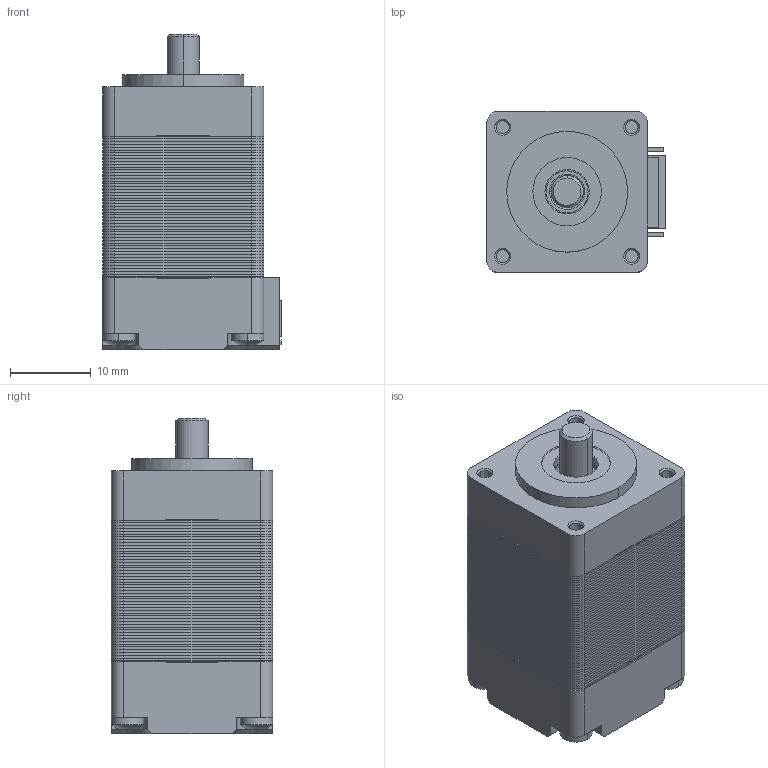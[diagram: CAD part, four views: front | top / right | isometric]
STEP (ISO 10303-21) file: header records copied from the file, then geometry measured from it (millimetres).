
FILE_DESCRIPTION((''),'2;1');
FILE_NAME('3_1_01_020_0007_SW0001','2020-12-10T09:52:58',('wujiahao'),(''),'CREO PARAMETRIC BY PTC INC, 2017110','CREO PARAMETRIC BY PTC INC, 2017110','');
FILE_SCHEMA(('CONFIG_CONTROL_DESIGN'));
Products named in the file (1): 3_1_01_020_0007_SW0001
Bounding box: 22.2 x 20 x 39.1 mm (x, y, z)
Surface area: 11255.9 mm2 (no closed solid volume)
Topology: 0 solids, 4783 shells, 7832 faces, 30989 edges, 27708 vertices
Faces by surface type: cylinder 5690, plane 2083, cone 25, torus 18, sphere 8, extrusion 4, bspline 4
Entity records: 322311 total; most frequent: CARTESIAN_POINT 67918, DIRECTION 58995, ORIENTED_EDGE 35256, EDGE_CURVE 30989, VERTEX_POINT 27708, AXIS2_PLACEMENT_3D 20280, VECTOR 18435, LINE 18431
